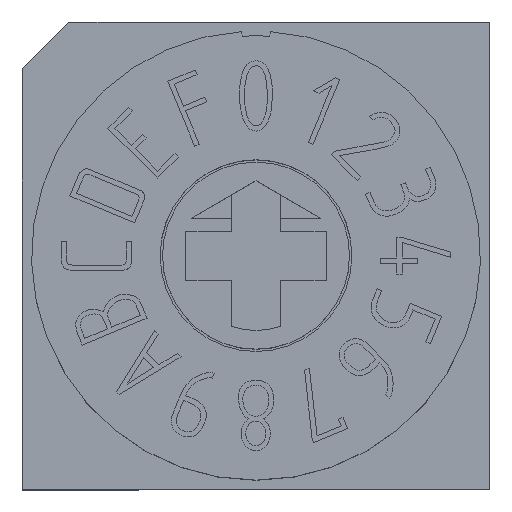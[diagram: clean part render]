
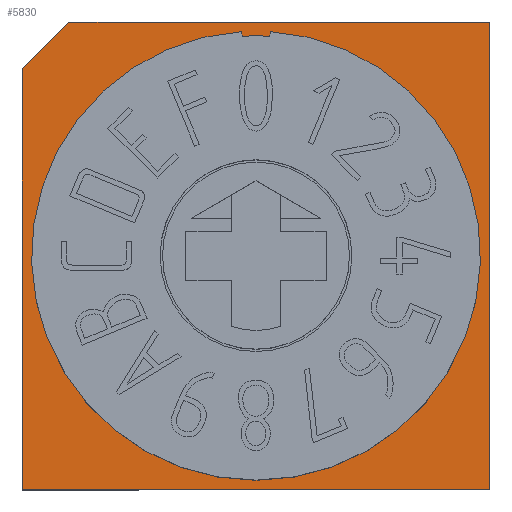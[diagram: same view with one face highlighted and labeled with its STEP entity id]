
A CAD part, top view. The second image highlights one B-rep face of the part: STEP entity #5830.
In plain terms, the highlighted planar face has unit normal (0, 0, 1).
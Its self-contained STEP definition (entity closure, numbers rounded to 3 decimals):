
#24=CIRCLE('',#6040,4.7);
#26=CIRCLE('',#6052,4.8);
#276=LINE('',#9080,#611);
#281=LINE('',#9095,#616);
#284=LINE('',#9101,#619);
#290=LINE('',#9114,#625);
#291=LINE('',#9116,#626);
#295=LINE('',#9125,#630);
#303=LINE('',#9172,#638);
#611=VECTOR('',#6550,1000.);
#616=VECTOR('',#6563,1000.);
#619=VECTOR('',#6568,1000.);
#625=VECTOR('',#6576,1000.);
#626=VECTOR('',#6579,1000.);
#630=VECTOR('',#6585,1000.);
#638=VECTOR('',#6609,1000.);
#1368=ORIENTED_EDGE('',*,*,#2366,.T.);
#1369=ORIENTED_EDGE('',*,*,#2342,.F.);
#1370=ORIENTED_EDGE('',*,*,#2339,.F.);
#1371=ORIENTED_EDGE('',*,*,#2335,.F.);
#1372=ORIENTED_EDGE('',*,*,#2351,.T.);
#1373=ORIENTED_EDGE('',*,*,#2368,.F.);
#1374=ORIENTED_EDGE('',*,*,#2352,.T.);
#1375=ORIENTED_EDGE('',*,*,#2356,.T.);
#1376=ORIENTED_EDGE('',*,*,#2345,.T.);
#2335=EDGE_CURVE('',#2823,#2824,#276,.T.);
#2339=EDGE_CURVE('',#2824,#2827,#24,.T.);
#2342=EDGE_CURVE('',#2827,#2829,#281,.T.);
#2345=EDGE_CURVE('',#2831,#2832,#284,.T.);
#2351=EDGE_CURVE('',#2832,#2836,#290,.T.);
#2352=EDGE_CURVE('',#2837,#2838,#291,.T.);
#2356=EDGE_CURVE('',#2838,#2831,#295,.T.);
#2366=EDGE_CURVE('',#2823,#2829,#26,.T.);
#2368=EDGE_CURVE('',#2837,#2836,#303,.T.);
#2823=VERTEX_POINT('',#9081);
#2824=VERTEX_POINT('',#9082);
#2827=VERTEX_POINT('',#9090);
#2829=VERTEX_POINT('',#9096);
#2831=VERTEX_POINT('',#9102);
#2832=VERTEX_POINT('',#9103);
#2836=VERTEX_POINT('',#9113);
#2837=VERTEX_POINT('',#9117);
#2838=VERTEX_POINT('',#9118);
#3374=EDGE_LOOP('',(#1368,#1369,#1370,#1371));
#3375=EDGE_LOOP('',(#1372,#1373,#1374,#1375,#1376));
#3659=FACE_BOUND('',#3374,.T.);
#3660=FACE_BOUND('',#3375,.T.);
#3906=PLANE('',#6054);
#5830=ADVANCED_FACE('',(#3659,#3660),#3906,.T.);
#6040=AXIS2_PLACEMENT_3D('',#9089,#6556,#6557);
#6052=AXIS2_PLACEMENT_3D('',#9169,#6603,#6604);
#6054=AXIS2_PLACEMENT_3D('',#9171,#6607,#6608);
#6550=DIRECTION('',(0.063,0.998,0.));
#6556=DIRECTION('',(0.,0.,1.));
#6557=DIRECTION('',(1.,0.,0.));
#6563=DIRECTION('',(0.063,-0.998,0.));
#6568=DIRECTION('',(0.,-1.,0.));
#6576=DIRECTION('',(1.,0.,0.));
#6579=DIRECTION('',(0.,1.,0.));
#6585=DIRECTION('',(-1.,0.,0.));
#6603=DIRECTION('',(0.,0.,-1.));
#6604=DIRECTION('',(1.,0.,0.));
#6607=DIRECTION('',(0.,0.,1.));
#6608=DIRECTION('',(1.,0.,0.));
#6609=DIRECTION('',(-0.707,-0.707,0.));
#9080=CARTESIAN_POINT('',(-0.297,-4.691,2.8));
#9081=CARTESIAN_POINT('',(-0.303,-4.79,2.8));
#9082=CARTESIAN_POINT('',(-0.297,-4.691,2.8));
#9089=CARTESIAN_POINT('',(0.,0.,2.8));
#9090=CARTESIAN_POINT('',(0.297,-4.691,2.8));
#9095=CARTESIAN_POINT('',(0.303,-4.79,2.8));
#9096=CARTESIAN_POINT('',(0.303,-4.79,2.8));
#9101=CARTESIAN_POINT('',(-5.,5.,2.8));
#9102=CARTESIAN_POINT('',(-5.,5.,2.8));
#9103=CARTESIAN_POINT('',(-5.,-5.,2.8));
#9113=CARTESIAN_POINT('',(4.,-5.,2.8));
#9114=CARTESIAN_POINT('',(-5.,-5.,2.8));
#9116=CARTESIAN_POINT('',(5.,-5.,2.8));
#9117=CARTESIAN_POINT('',(5.,-4.,2.8));
#9118=CARTESIAN_POINT('',(5.,5.,2.8));
#9125=CARTESIAN_POINT('',(5.,5.,2.8));
#9169=CARTESIAN_POINT('',(0.,0.,2.8));
#9171=CARTESIAN_POINT('',(-5.,-5.,2.8));
#9172=CARTESIAN_POINT('',(-0.5,-9.5,2.8));
